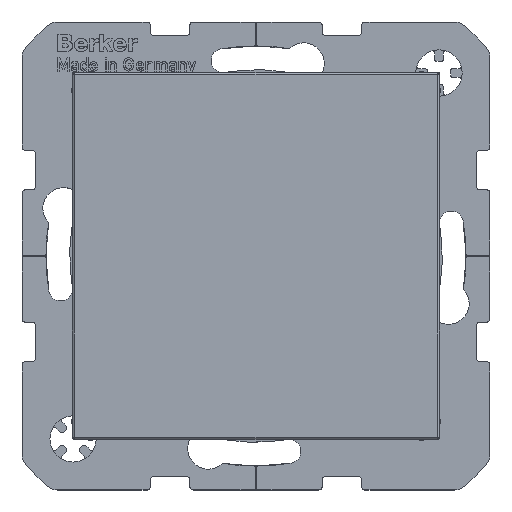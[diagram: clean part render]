
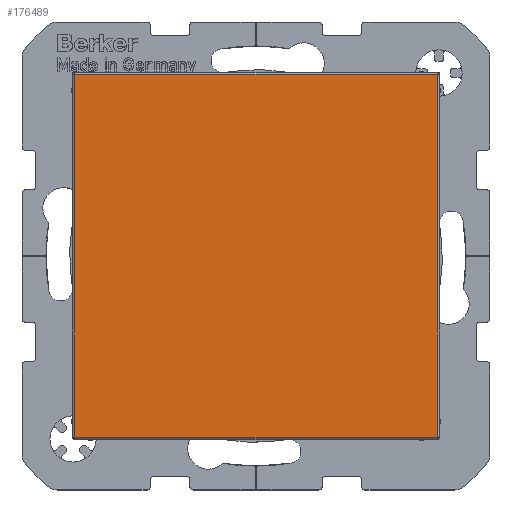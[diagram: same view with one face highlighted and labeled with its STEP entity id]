
A CAD part, top view. The second image highlights one B-rep face of the part: STEP entity #176489.
In plain terms, the highlighted face is planar.
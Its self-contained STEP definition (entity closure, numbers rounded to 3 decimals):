
#173673=DIRECTION('',(1.,0.,0.));
#173674=VECTOR('',#173673,54.881);
#173675=CARTESIAN_POINT('',(-27.44,6.2,27.44));
#173676=LINE('2317',#173675,#173674);
#173680=DIRECTION('',(0.,0.,1.));
#173681=VECTOR('',#173680,54.881);
#173682=CARTESIAN_POINT('',(-27.44,6.2,-27.44));
#173683=LINE('2314',#173682,#173681);
#173687=DIRECTION('',(-1.,0.,0.));
#173688=VECTOR('',#173687,54.881);
#173689=CARTESIAN_POINT('',(27.44,6.2,-27.44));
#173690=LINE('2311',#173689,#173688);
#173694=DIRECTION('',(0.,0.,-1.));
#173695=VECTOR('',#173694,54.881);
#173696=CARTESIAN_POINT('',(27.44,6.2,27.44));
#173697=LINE('2320',#173696,#173695);
#174237=CARTESIAN_POINT('',(27.44,6.2,-27.44));
#174238=CARTESIAN_POINT('',(-27.44,6.2,-27.44));
#174239=VERTEX_POINT('',#174237);
#174240=VERTEX_POINT('',#174238);
#174247=CARTESIAN_POINT('',(-27.44,6.2,27.44));
#174248=VERTEX_POINT('',#174247);
#174253=CARTESIAN_POINT('',(27.44,6.2,27.44));
#174254=VERTEX_POINT('',#174253);
#176475=CARTESIAN_POINT('',(0.,6.2,0.));
#176476=DIRECTION('',(0.,1.,0.));
#176477=DIRECTION('',(0.,0.,-1.));
#176478=AXIS2_PLACEMENT_3D('',#176475,#176476,#176477);
#176479=PLANE('2010',#176478);
#176481=ORIENTED_EDGE('2317',*,*,#176480,.F.);
#176482=ORIENTED_EDGE('2314',*,*,#176454,.F.);
#176484=ORIENTED_EDGE('2311',*,*,#176483,.F.);
#176486=ORIENTED_EDGE('2320',*,*,#176485,.F.);
#176487=EDGE_LOOP('2010',(#176481,#176482,#176484,#176486));
#176488=FACE_OUTER_BOUND('2010',#176487,.F.);
#176489=ADVANCED_FACE('2010',(#176488),#176479,.T.);
#176454=EDGE_CURVE('2314',#174240,#174248,#173683,.T.);
#176480=EDGE_CURVE('2317',#174248,#174254,#173676,.T.);
#176483=EDGE_CURVE('2311',#174239,#174240,#173690,.T.);
#176485=EDGE_CURVE('2320',#174254,#174239,#173697,.T.);
